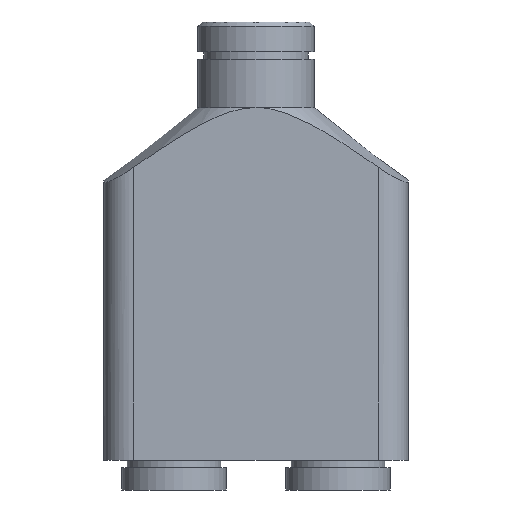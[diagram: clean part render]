
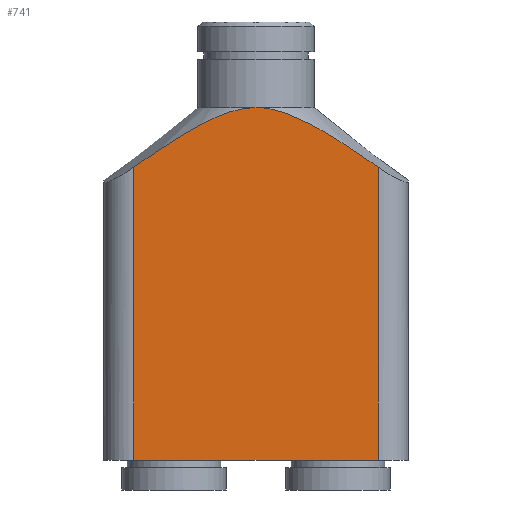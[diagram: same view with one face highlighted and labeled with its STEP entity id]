
A CAD part, front view. The second image highlights one B-rep face of the part: STEP entity #741.
In plain terms, the highlighted planar face has unit normal (0, -1, 0).
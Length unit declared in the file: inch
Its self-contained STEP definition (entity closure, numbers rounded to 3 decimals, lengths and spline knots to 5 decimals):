
#112=DIRECTION('',(1.,0.,0.));
#113=VECTOR('',#112,0.82);
#114=CARTESIAN_POINT('',(-0.41,0.,-1.47));
#115=LINE('',#114,#113);
#116=CARTESIAN_POINT('',(0.,0.,-0.287));
#117=CARTESIAN_POINT('',(-0.00911,0.,-0.287));
#118=CARTESIAN_POINT('',(-0.02739,0.,-0.28799));
#119=CARTESIAN_POINT('',(-0.05482,0.,-0.29239));
#120=CARTESIAN_POINT('',(-0.08272,0.,-0.29958));
#121=CARTESIAN_POINT('',(-0.11192,0.,-0.30966));
#122=CARTESIAN_POINT('',(-0.14356,0.,-0.32305));
#123=CARTESIAN_POINT('',(-0.17841,0.,-0.3402));
#124=CARTESIAN_POINT('',(-0.21675,0.,-0.3613));
#125=CARTESIAN_POINT('',(-0.25872,0.,-0.3864));
#126=CARTESIAN_POINT('',(-0.3046,0.,-0.41558));
#127=CARTESIAN_POINT('',(-0.35463,0.,-0.44887));
#128=CARTESIAN_POINT('',(-0.39104,0.,-0.47394));
#129=CARTESIAN_POINT('',(-0.41,0.,-0.48717));
#131=CARTESIAN_POINT('',(0.41,0.,-0.48717));
#132=CARTESIAN_POINT('',(0.39118,0.,-0.47404));
#133=CARTESIAN_POINT('',(0.355,0.,-0.44912));
#134=CARTESIAN_POINT('',(0.30526,0.,-0.41601));
#135=CARTESIAN_POINT('',(0.25954,0.,-0.38691));
#136=CARTESIAN_POINT('',(0.21763,0.,-0.36181));
#137=CARTESIAN_POINT('',(0.17917,0.,-0.3406));
#138=CARTESIAN_POINT('',(0.14405,0.,-0.32328));
#139=CARTESIAN_POINT('',(0.11223,0.,-0.30978));
#140=CARTESIAN_POINT('',(0.08289,0.,-0.29963));
#141=CARTESIAN_POINT('',(0.05492,0.,-0.29241));
#142=CARTESIAN_POINT('',(0.02743,0.,-0.288));
#143=CARTESIAN_POINT('',(0.00912,0.,-0.287));
#144=CARTESIAN_POINT('',(0.,0.,-0.287));
#334=DIRECTION('',(0.,0.,1.));
#335=VECTOR('',#334,0.98283);
#336=CARTESIAN_POINT('',(0.41,0.,-1.47));
#337=LINE('',#336,#335);
#338=CARTESIAN_POINT('',(0.41,0.,-0.48717));
#466=CARTESIAN_POINT('',(-0.41,0.,-0.48717));
#468=DIRECTION('',(0.,0.,-1.));
#469=VECTOR('',#468,0.98283);
#470=CARTESIAN_POINT('',(-0.41,0.,-0.48717));
#471=LINE('',#470,#469);
#640=CARTESIAN_POINT('',(0.,0.,-0.287));
#641=VERTEX_POINT('',#640);
#647=VERTEX_POINT('',#466);
#650=VERTEX_POINT('',#338);
#652=CARTESIAN_POINT('',(-0.41,0.,-1.47));
#653=CARTESIAN_POINT('',(0.41,0.,-1.47));
#654=VERTEX_POINT('',#652);
#655=VERTEX_POINT('',#653);
#724=CARTESIAN_POINT('',(0.,0.,0.));
#725=DIRECTION('',(0.,1.,0.));
#726=DIRECTION('',(1.,0.,0.));
#727=AXIS2_PLACEMENT_3D('',#724,#725,#726);
#728=PLANE('',#727);
#730=ORIENTED_EDGE('',*,*,#729,.F.);
#732=ORIENTED_EDGE('',*,*,#731,.F.);
#734=ORIENTED_EDGE('',*,*,#733,.F.);
#736=ORIENTED_EDGE('',*,*,#735,.F.);
#738=ORIENTED_EDGE('',*,*,#737,.F.);
#739=EDGE_LOOP('',(#730,#732,#734,#736,#738));
#740=FACE_OUTER_BOUND('',#739,.F.);
#741=ADVANCED_FACE('',(#740),#728,.F.);
#130=B_SPLINE_CURVE_WITH_KNOTS('',3,(#116,#117,#118,#119,#120,#121,#122,#123,
#124,#125,#126,#127,#128,#129),.UNSPECIFIED.,.F.,.F.,(4,1,1,1,1,1,1,1,1,1,1,4),(
0.,0.09091,0.18182,0.27273,0.36364,
0.45455,0.54545,0.63636,0.72727,
0.81818,0.90909,1.),.UNSPECIFIED.);
#145=B_SPLINE_CURVE_WITH_KNOTS('',3,(#131,#132,#133,#134,#135,#136,#137,#138,
#139,#140,#141,#142,#143,#144),.UNSPECIFIED.,.F.,.F.,(4,1,1,1,1,1,1,1,1,1,1,4),(
0.,0.09091,0.18182,0.27273,0.36364,
0.45455,0.54545,0.63636,0.72727,
0.81818,0.90909,1.),.UNSPECIFIED.);
#729=EDGE_CURVE('',#654,#655,#115,.T.);
#731=EDGE_CURVE('',#647,#654,#471,.T.);
#733=EDGE_CURVE('',#641,#647,#130,.T.);
#735=EDGE_CURVE('',#650,#641,#145,.T.);
#737=EDGE_CURVE('',#655,#650,#337,.T.);
